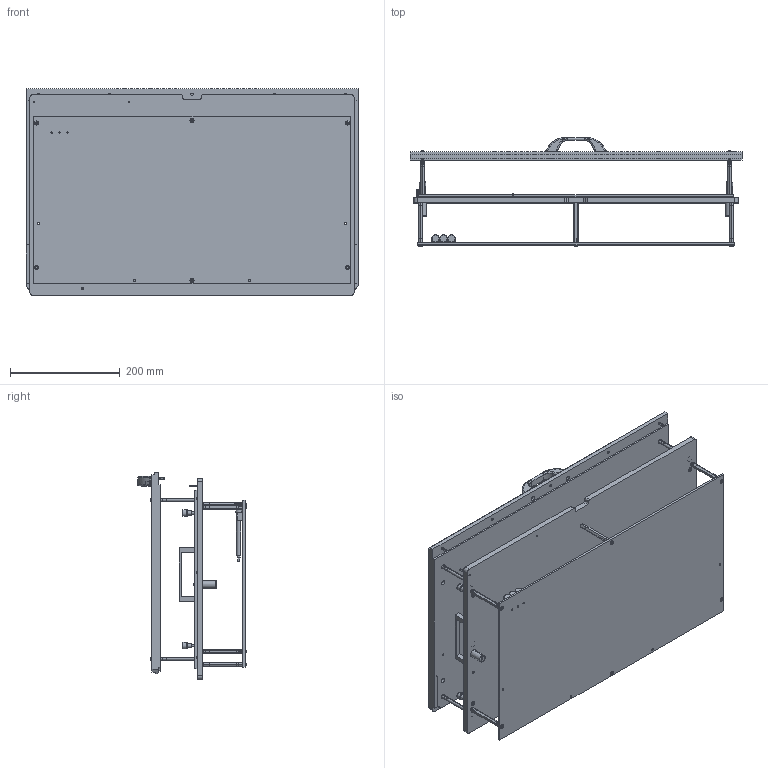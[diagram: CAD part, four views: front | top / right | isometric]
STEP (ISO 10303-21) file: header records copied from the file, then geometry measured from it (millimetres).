
FILE_DESCRIPTION (( 'STEP AP203' ), '1' );
FILE_NAME ('INGUN_45985-KIT.STEP', '2023-07-27T09:36:22', ( '' ), ( '' ), 'SwSTEP 2.0', 'SolidWorks 2021', '' );
FILE_SCHEMA (( 'CONFIG_CONTROL_DESIGN' ));
Length unit declared in the file: millimetre
Products named in the file (33): SKB-II~skii_M4,0x73 St; 113166~0_S; 45870~2_S; 45865~3_S; DIN7979~n_04,0m6x020M3; 2229~6; 41369~1_S; 46869~0_S; 1607~1; 32457~0_S; 2196~6; Gewindebuchse~n_M04-09,5 offen; 43627~0_Hub 22,5mm<Standard>; 46011~4_S; 2393~0_S; Gewindebuchse~n_M05-03,9 offen; ISO7380~n_M04,0x020; 46011~4; DIN7991~n_M03,0x006; DIN125~n_03,2 M03,0; 3699~0; DIN6325~n_03,0m6x016; 45984~2_ICT Stellung (kontaktiert)  <S>; 45716~1_flexibel <S>; ISO7380~n_M03,0x006; ISO7380~n_M04,0x012; 112926~1_S; DIN912~n_M03,0x012; DIN6325~n_03,0m6x024; 41367~6_S; INGUN_45985-KIT; 45868~3
Assembly tree (83 placements, depth 4):
  INGUN_45985-KIT
    45984~2_ICT Stellung (kontaktiert)  <S>
      46011~4_S
        46011~4
        Gewindebuchse~n_M04-09,5 offen  x4
      45865~3_S
        45865~3_S
        Gewindebuchse~n_M05-03,9 offen  x3
      45868~3
      43627~0_Hub 22,5mm<Standard>  x6
      2196~6  x2
      2229~6  x2
      46869~0_S  x4
      1607~1  x2
      113166~0_S
        3699~0
      SKB-II~skii_M4,0x73 St  x6
      41367~6_S  x3
      ISO7380~n_M04,0x012  x16
      DIN6325~n_03,0m6x016
      DIN6325~n_03,0m6x024
      DIN7991~n_M03,0x006  x3
    45870~2_S
      45716~1_flexibel <S>
        32457~0_S
        DIN7979~n_04,0m6x020M3  x2
        ISO7380~n_M03,0x006  x2
        41369~1_S  x4
        ISO7380~n_M04,0x020  x4
        DIN912~n_M03,0x012  x2
        2393~0_S  x2
        DIN125~n_03,2 M03,0  x2
      112926~1_S
Bounding box: 606 x 198.2 x 377 mm (x, y, z)
Volume: 6963244.9 mm3; surface area: 1747835.6 mm2
Topology: 77 solids, 77 shells, 2835 faces, 6646 edges, 4276 vertices
Faces by surface type: plane 1298, cylinder 1047, cone 314, torus 108, bspline 56, sphere 12
Entity records: 44364 total; most frequent: CARTESIAN_POINT 13226, DIRECTION 5810, ORIENTED_EDGE 5132, EDGE_CURVE 2566, AXIS2_PLACEMENT_3D 2284, VERTEX_POINT 1665, EDGE_LOOP 1369, VECTOR 1242
